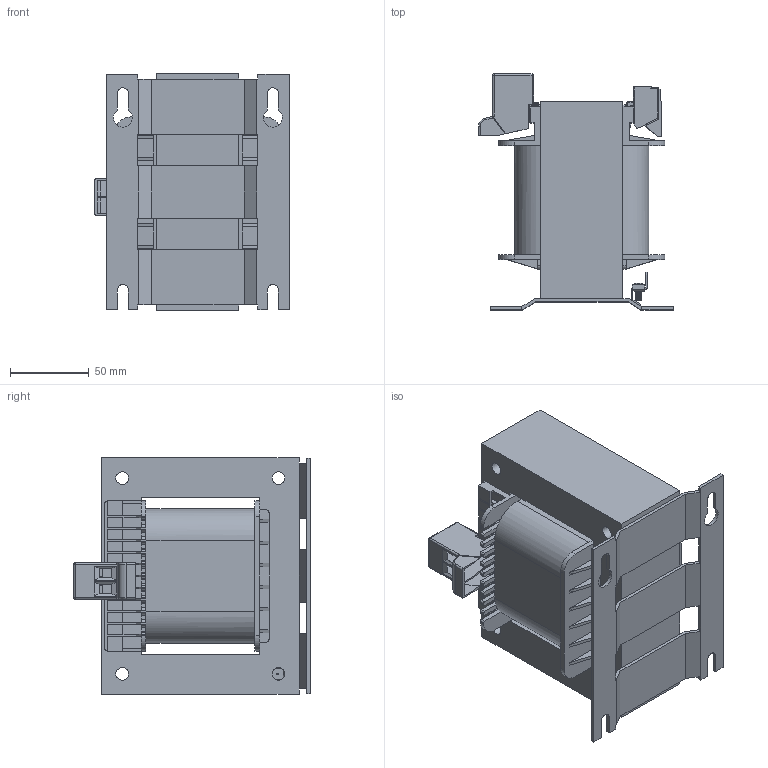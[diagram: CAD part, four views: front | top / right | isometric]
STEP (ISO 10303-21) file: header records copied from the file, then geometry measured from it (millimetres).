
FILE_DESCRIPTION(/* description */ (''),/* implementation_level */ '2;1');
FILE_NAME(/* name */ 'Transformer 630VA.stp',/* time_stamp */ '2023-10-10T16:33:39+03:00',/* author */ ('Василий'),/* organization */ (''),/* preprocessor_version */ 'ST-DEVELOPER v18.1',/* originating_system */ 'Autodesk Inventor 2021',/* authorisation */ '');
FILE_SCHEMA (('AUTOMOTIVE_DESIGN { 1 0 10303 214 3 1 1 }'));
Length unit declared in the file: millimetre
Products named in the file (1): Transformer 630VA
Bounding box: 123.41 x 149.57 x 150 mm (x, y, z)
Volume: 1156844.5 mm3; surface area: 150358.7 mm2
Topology: 1 solids, 1 shells, 1157 faces, 3412 edges, 2203 vertices
Faces by surface type: plane 888, cylinder 228, sphere 19, bspline 13, cone 6, torus 3
Full cylindrical faces by diameter (mm): 1 x1, 3 x2, 4 x8, 5 x2, 8 x5
Entity records: 42947 total; most frequent: CARTESIAN_POINT 10505, ORIENTED_EDGE 6822, DIRECTION 6121, EDGE_CURVE 3411, LINE 2845, VECTOR 2845, VERTEX_POINT 2203, AXIS2_PLACEMENT_3D 1638
